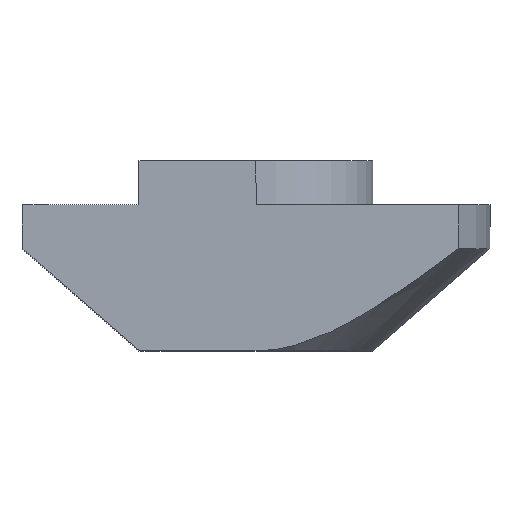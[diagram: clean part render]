
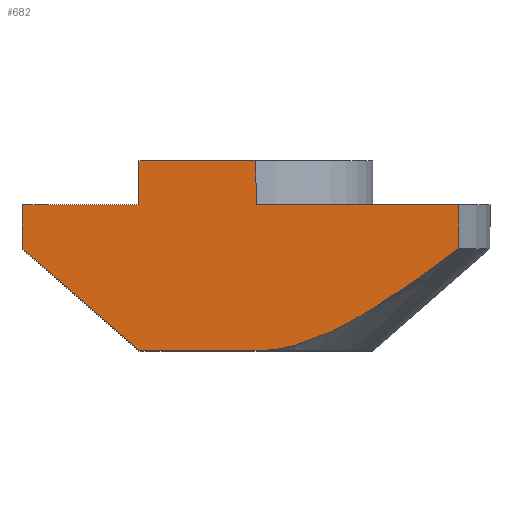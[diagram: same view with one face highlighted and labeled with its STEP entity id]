
A CAD part, top view. The second image highlights one B-rep face of the part: STEP entity #682.
In plain terms, the highlighted planar face has unit normal (0, 0, 1).
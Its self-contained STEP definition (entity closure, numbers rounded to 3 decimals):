
#15 = ORIENTED_EDGE ( 'NONE', *, *, #509, .T. ) ;
#18 = CARTESIAN_POINT ( 'NONE',  ( 6.404, -3.397, 4. ) ) ;
#27 = VERTEX_POINT ( 'NONE', #292 ) ;
#29 = CARTESIAN_POINT ( 'NONE',  ( 0., -1.5, 4. ) ) ;
#39 = LINE ( 'NONE', #368, #608 ) ;
#42 = ORIENTED_EDGE ( 'NONE', *, *, #133, .T. ) ;
#59 = EDGE_CURVE ( 'NONE', #115, #593, #39, .T. ) ;
#70 = DIRECTION ( 'NONE',  ( 0., 1., 0. ) ) ;
#115 = VERTEX_POINT ( 'NONE', #493 ) ;
#119 = LINE ( 'NONE', #253, #229 ) ;
#120 = ORIENTED_EDGE ( 'NONE', *, *, #264, .F. ) ;
#133 = EDGE_CURVE ( 'NONE', #606, #716, #673, .T. ) ;
#139 = EDGE_CURVE ( 'NONE', #491, #369, #746, .T. ) ;
#144 = CARTESIAN_POINT ( 'NONE',  ( 0.328, -6.5, 4. ) ) ;
#170 = VECTOR ( 'NONE', #405, 1000. ) ;
#176 = ORIENTED_EDGE ( 'NONE', *, *, #261, .T. ) ;
#178 = DIRECTION ( 'NONE',  ( -1., 0., 0. ) ) ;
#187 = ORIENTED_EDGE ( 'NONE', *, *, #139, .T. ) ;
#194 = DIRECTION ( 'NONE',  ( 0., -1., 0. ) ) ;
#202 = VECTOR ( 'NONE', #524, 1000. ) ;
#210 = CARTESIAN_POINT ( 'NONE',  ( 2.543, -5.881, 4. ) ) ;
#214 = CARTESIAN_POINT ( 'NONE',  ( 6.928, -3., 4. ) ) ;
#219 = CARTESIAN_POINT ( 'NONE',  ( 0., -6.5, 4. ) ) ;
#227 = CARTESIAN_POINT ( 'NONE',  ( -8., -6.5, 4. ) ) ;
#228 = VERTEX_POINT ( 'NONE', #600 ) ;
#229 = VECTOR ( 'NONE', #265, 1000. ) ;
#252 = FACE_OUTER_BOUND ( 'NONE', #334, .T. ) ;
#253 = CARTESIAN_POINT ( 'NONE',  ( 4., 0., 4. ) ) ;
#261 = EDGE_CURVE ( 'NONE', #27, #569, #119, .T. ) ;
#264 = EDGE_CURVE ( 'NONE', #491, #228, #514, .T. ) ;
#265 = DIRECTION ( 'NONE',  ( -1., 0., 0. ) ) ;
#278 = VECTOR ( 'NONE', #194, 1000. ) ;
#281 = CARTESIAN_POINT ( 'NONE',  ( -4., 0., 4. ) ) ;
#292 = CARTESIAN_POINT ( 'NONE',  ( 0., 0., 4. ) ) ;
#309 = LINE ( 'NONE', #635, #317 ) ;
#317 = VECTOR ( 'NONE', #70, 1000. ) ;
#333 = CARTESIAN_POINT ( 'NONE',  ( 1.626, -6.23, 4. ) ) ;
#334 = EDGE_LOOP ( 'NONE', ( #120, #187, #497, #520, #551, #809, #176, #587, #42, #15 ) ) ;
#338 = EDGE_CURVE ( 'NONE', #593, #27, #309, .T. ) ;
#364 = B_SPLINE_CURVE_WITH_KNOTS ( 'NONE', 3,
 ( #214, #18, #722, #779, #528, #652, #210, #333, #583, #586, #144, #219 ),
 .UNSPECIFIED., .F., .F.,
 ( 4, 2, 2, 2, 2, 4 ),
 ( 0.01, 0.012, 0.014, 0.016, 0.017, 0.018 ),
 .UNSPECIFIED. ) ;
#368 = CARTESIAN_POINT ( 'NONE',  ( 4., -1.5, 4. ) ) ;
#369 = VERTEX_POINT ( 'NONE', #496 ) ;
#380 = EDGE_CURVE ( 'NONE', #569, #606, #507, .T. ) ;
#382 = DIRECTION ( 'NONE',  ( -0.753, 0.659, 0. ) ) ;
#391 = VECTOR ( 'NONE', #543, 1000. ) ;
#399 = AXIS2_PLACEMENT_3D ( 'NONE', #748, #759, #449 ) ;
#405 = DIRECTION ( 'NONE',  ( 0., -1., 0. ) ) ;
#417 = CARTESIAN_POINT ( 'NONE',  ( -4., -1.5, 4. ) ) ;
#435 = PLANE ( 'NONE',  #399 ) ;
#439 = EDGE_CURVE ( 'NONE', #623, #115, #458, .T. ) ;
#442 = CARTESIAN_POINT ( 'NONE',  ( -8., -1.5, 4. ) ) ;
#446 = EDGE_CURVE ( 'NONE', #623, #369, #364, .T. ) ;
#449 = DIRECTION ( 'NONE',  ( -1., 0., 0. ) ) ;
#454 = CARTESIAN_POINT ( 'NONE',  ( -4., -6.5, 4. ) ) ;
#458 = LINE ( 'NONE', #592, #202 ) ;
#461 = CARTESIAN_POINT ( 'NONE',  ( -4., -6.5, 4. ) ) ;
#463 = VECTOR ( 'NONE', #382, 1000. ) ;
#491 = VERTEX_POINT ( 'NONE', #461 ) ;
#493 = CARTESIAN_POINT ( 'NONE',  ( 6.928, -1.5, 4. ) ) ;
#496 = CARTESIAN_POINT ( 'NONE',  ( 0., -6.5, 4. ) ) ;
#497 = ORIENTED_EDGE ( 'NONE', *, *, #446, .F. ) ;
#507 = LINE ( 'NONE', #749, #278 ) ;
#509 = EDGE_CURVE ( 'NONE', #716, #228, #710, .T. ) ;
#514 = LINE ( 'NONE', #454, #463 ) ;
#520 = ORIENTED_EDGE ( 'NONE', *, *, #439, .T. ) ;
#524 = DIRECTION ( 'NONE',  ( 0., 1., 0. ) ) ;
#528 = CARTESIAN_POINT ( 'NONE',  ( 4.248, -4.907, 4. ) ) ;
#542 = CARTESIAN_POINT ( 'NONE',  ( -4., -1.5, 4. ) ) ;
#543 = DIRECTION ( 'NONE',  ( 1., 0., 0. ) ) ;
#551 = ORIENTED_EDGE ( 'NONE', *, *, #59, .T. ) ;
#569 = VERTEX_POINT ( 'NONE', #281 ) ;
#583 = CARTESIAN_POINT ( 'NONE',  ( 1.311, -6.327, 4. ) ) ;
#586 = CARTESIAN_POINT ( 'NONE',  ( 0.656, -6.464, 4. ) ) ;
#587 = ORIENTED_EDGE ( 'NONE', *, *, #380, .T. ) ;
#592 = CARTESIAN_POINT ( 'NONE',  ( 6.928, -6.5, 4. ) ) ;
#593 = VERTEX_POINT ( 'NONE', #29 ) ;
#600 = CARTESIAN_POINT ( 'NONE',  ( -8., -3., 4. ) ) ;
#606 = VERTEX_POINT ( 'NONE', #542 ) ;
#608 = VECTOR ( 'NONE', #732, 1000. ) ;
#611 = CARTESIAN_POINT ( 'NONE',  ( 6.928, -3., 4. ) ) ;
#623 = VERTEX_POINT ( 'NONE', #611 ) ;
#635 = CARTESIAN_POINT ( 'NONE',  ( 0., -7.157, 4. ) ) ;
#652 = CARTESIAN_POINT ( 'NONE',  ( 3.12, -5.576, 4. ) ) ;
#673 = LINE ( 'NONE', #417, #789 ) ;
#682 = ADVANCED_FACE ( 'NONE', ( #252 ), #435, .F. ) ;
#710 = LINE ( 'NONE', #718, #170 ) ;
#716 = VERTEX_POINT ( 'NONE', #442 ) ;
#718 = CARTESIAN_POINT ( 'NONE',  ( -8., -1.5, 4. ) ) ;
#722 = CARTESIAN_POINT ( 'NONE',  ( 5.875, -3.788, 4. ) ) ;
#732 = DIRECTION ( 'NONE',  ( -1., 0., 0. ) ) ;
#746 = LINE ( 'NONE', #227, #391 ) ;
#748 = CARTESIAN_POINT ( 'NONE',  ( 0., 0., 4. ) ) ;
#749 = CARTESIAN_POINT ( 'NONE',  ( -4., 0., 4. ) ) ;
#759 = DIRECTION ( 'NONE',  ( 0., 0., -1. ) ) ;
#779 = CARTESIAN_POINT ( 'NONE',  ( 4.797, -4.542, 4. ) ) ;
#789 = VECTOR ( 'NONE', #178, 1000. ) ;
#809 = ORIENTED_EDGE ( 'NONE', *, *, #338, .T. ) ;
